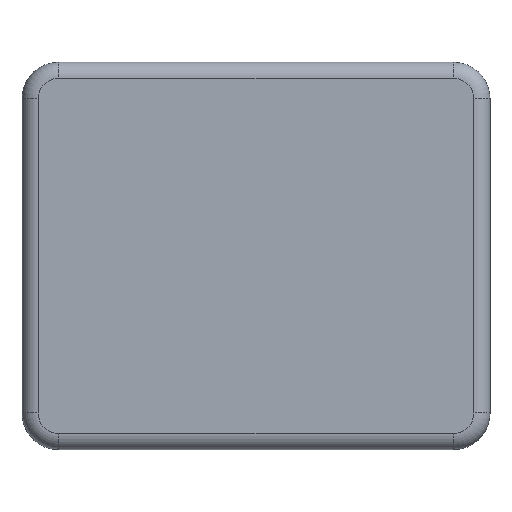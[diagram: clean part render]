
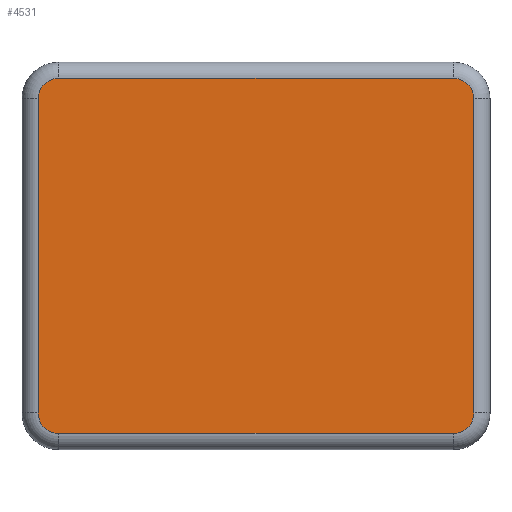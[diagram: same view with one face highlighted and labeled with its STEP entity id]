
A CAD part, top view. The second image highlights one B-rep face of the part: STEP entity #4531.
In plain terms, the highlighted planar face has unit normal (0, 0, 1).
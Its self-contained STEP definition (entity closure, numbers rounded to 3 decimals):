
#1175 = VERTEX_POINT('',#1176);
#1176 = CARTESIAN_POINT('',(-49.,-44.1,30.));
#1183 = EDGE_CURVE('',#1175,#1184,#1186,.T.);
#1184 = VERTEX_POINT('',#1185);
#1185 = CARTESIAN_POINT('',(49.,-44.1,30.));
#1186 = LINE('',#1187,#1188);
#1187 = CARTESIAN_POINT('',(-49.,-44.1,30.));
#1188 = VECTOR('',#1189,1.);
#1189 = DIRECTION('',(1.,0.,0.));
#4510 = VERTEX_POINT('',#4511);
#4511 = CARTESIAN_POINT('',(-54.1,-39.,30.));
#4520 = EDGE_CURVE('',#4510,#1175,#4521,.T.);
#4521 = CIRCLE('',#4522,5.1);
#4522 = AXIS2_PLACEMENT_3D('',#4523,#4524,#4525);
#4523 = CARTESIAN_POINT('',(-49.,-39.,30.));
#4524 = DIRECTION('',(0.,0.,1.));
#4525 = DIRECTION('',(-1.,0.,0.));
#4531 = ADVANCED_FACE('',(#4532),#4585,.T.);
#4532 = FACE_BOUND('',#4533,.T.);
#4533 = EDGE_LOOP('',(#4534,#4535,#4544,#4552,#4561,#4569,#4578,#4584));
#4534 = ORIENTED_EDGE('',*,*,#1183,.T.);
#4535 = ORIENTED_EDGE('',*,*,#4536,.T.);
#4536 = EDGE_CURVE('',#1184,#4537,#4539,.T.);
#4537 = VERTEX_POINT('',#4538);
#4538 = CARTESIAN_POINT('',(54.1,-39.,30.));
#4539 = CIRCLE('',#4540,5.1);
#4540 = AXIS2_PLACEMENT_3D('',#4541,#4542,#4543);
#4541 = CARTESIAN_POINT('',(49.,-39.,30.));
#4542 = DIRECTION('',(-0.,0.,1.));
#4543 = DIRECTION('',(0.,-1.,0.));
#4544 = ORIENTED_EDGE('',*,*,#4545,.T.);
#4545 = EDGE_CURVE('',#4537,#4546,#4548,.T.);
#4546 = VERTEX_POINT('',#4547);
#4547 = CARTESIAN_POINT('',(54.1,39.,30.));
#4548 = LINE('',#4549,#4550);
#4549 = CARTESIAN_POINT('',(54.1,-39.,30.));
#4550 = VECTOR('',#4551,1.);
#4551 = DIRECTION('',(0.,1.,0.));
#4552 = ORIENTED_EDGE('',*,*,#4553,.T.);
#4553 = EDGE_CURVE('',#4546,#4554,#4556,.T.);
#4554 = VERTEX_POINT('',#4555);
#4555 = CARTESIAN_POINT('',(49.,44.1,30.));
#4556 = CIRCLE('',#4557,5.1);
#4557 = AXIS2_PLACEMENT_3D('',#4558,#4559,#4560);
#4558 = CARTESIAN_POINT('',(49.,39.,30.));
#4559 = DIRECTION('',(0.,0.,1.));
#4560 = DIRECTION('',(1.,0.,0.));
#4561 = ORIENTED_EDGE('',*,*,#4562,.T.);
#4562 = EDGE_CURVE('',#4554,#4563,#4565,.T.);
#4563 = VERTEX_POINT('',#4564);
#4564 = CARTESIAN_POINT('',(-49.,44.1,30.));
#4565 = LINE('',#4566,#4567);
#4566 = CARTESIAN_POINT('',(49.,44.1,30.));
#4567 = VECTOR('',#4568,1.);
#4568 = DIRECTION('',(-1.,0.,0.));
#4569 = ORIENTED_EDGE('',*,*,#4570,.T.);
#4570 = EDGE_CURVE('',#4563,#4571,#4573,.T.);
#4571 = VERTEX_POINT('',#4572);
#4572 = CARTESIAN_POINT('',(-54.1,39.,30.));
#4573 = CIRCLE('',#4574,5.1);
#4574 = AXIS2_PLACEMENT_3D('',#4575,#4576,#4577);
#4575 = CARTESIAN_POINT('',(-49.,39.,30.));
#4576 = DIRECTION('',(0.,-0.,1.));
#4577 = DIRECTION('',(0.,1.,0.));
#4578 = ORIENTED_EDGE('',*,*,#4579,.T.);
#4579 = EDGE_CURVE('',#4571,#4510,#4580,.T.);
#4580 = LINE('',#4581,#4582);
#4581 = CARTESIAN_POINT('',(-54.1,39.,30.));
#4582 = VECTOR('',#4583,1.);
#4583 = DIRECTION('',(0.,-1.,0.));
#4584 = ORIENTED_EDGE('',*,*,#4520,.T.);
#4585 = PLANE('',#4586);
#4586 = AXIS2_PLACEMENT_3D('',#4587,#4588,#4589);
#4587 = CARTESIAN_POINT('',(0.,0.,30.));
#4588 = DIRECTION('',(0.,0.,1.));
#4589 = DIRECTION('',(1.,0.,0.));
